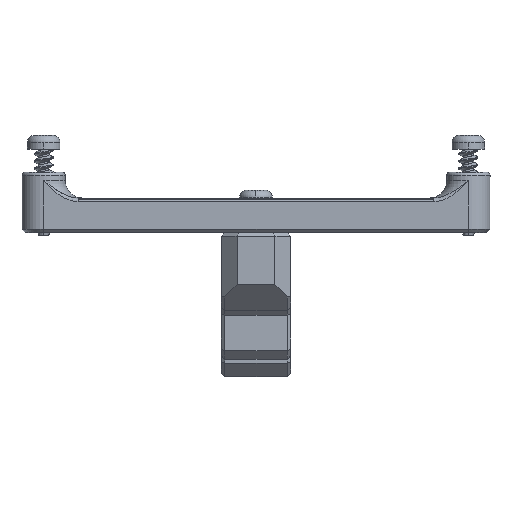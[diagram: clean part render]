
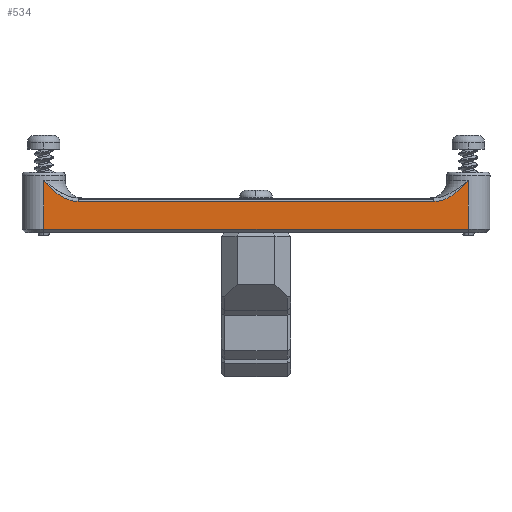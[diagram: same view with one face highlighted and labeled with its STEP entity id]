
A CAD part, left-side view. The second image highlights one B-rep face of the part: STEP entity #534.
In plain terms, the highlighted planar face has unit normal (-1, 0, 0).
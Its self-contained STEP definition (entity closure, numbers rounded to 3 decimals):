
#534 = ADVANCED_FACE ( 'NONE', ( #17465 ), #15765, .T. ) ;
#974 = B_SPLINE_CURVE_WITH_KNOTS ( 'NONE', 3,
 ( #4690, #2828, #1573, #20338, #5049, #9093, #18011, #12579, #22186, #3303, #8860, #6793 ),
 .UNSPECIFIED., .F., .F.,
 ( 4, 1, 1, 1, 1, 1, 1, 2, 4 ),
 ( 0., 0.095, 0.191, 0.286, 0.334, 0.381, 0.429, 0.477, 0.478 ),
 .UNSPECIFIED. ) ;
#975 = CARTESIAN_POINT ( 'NONE',  ( 53.353, -4.111, 26.444 ) ) ;
#1456 = LINE ( 'NONE', #16660, #7558 ) ;
#1573 = CARTESIAN_POINT ( 'NONE',  ( 53.353, -1.425, 30.394 ) ) ;
#1618 = LINE ( 'NONE', #1749, #21385 ) ;
#1749 = CARTESIAN_POINT ( 'NONE',  ( 53.353, 44.702, 30.715 ) ) ;
#2057 = VECTOR ( 'NONE', #4802, 1000. ) ;
#2205 = CARTESIAN_POINT ( 'NONE',  ( 53.353, 44.667, 31.113 ) ) ;
#2479 = ORIENTED_EDGE ( 'NONE', *, *, #8216, .F. ) ;
#2816 = LINE ( 'NONE', #975, #2057 ) ;
#2828 = CARTESIAN_POINT ( 'NONE',  ( 53.353, -0.777, 30.349 ) ) ;
#3133 = VERTEX_POINT ( 'NONE', #15651 ) ;
#3303 = CARTESIAN_POINT ( 'NONE',  ( 53.353, -4.63, 32.417 ) ) ;
#3538 = DIRECTION ( 'NONE',  ( 0., -0.996, -0.087 ) ) ;
#3606 = CARTESIAN_POINT ( 'NONE',  ( 53.353, 44.179, 36.692 ) ) ;
#4690 = CARTESIAN_POINT ( 'NONE',  ( 53.353, -0.46, 30.377 ) ) ;
#4802 = DIRECTION ( 'NONE',  ( 0., -0.087, 0.996 ) ) ;
#4999 = DIRECTION ( 'NONE',  ( 0., -0.996, -0.087 ) ) ;
#5049 = CARTESIAN_POINT ( 'NONE',  ( 53.353, -3.028, 31.11 ) ) ;
#5209 = CARTESIAN_POINT ( 'NONE',  ( 53.353, -4.634, 32.421 ) ) ;
#5437 = VERTEX_POINT ( 'NONE', #5209 ) ;
#5483 = EDGE_CURVE ( 'NONE', #15925, #23311, #1618, .T. ) ;
#5575 = EDGE_CURVE ( 'NONE', #8170, #5437, #2816, .T. ) ;
#5975 = VERTEX_POINT ( 'NONE', #17849 ) ;
#6301 = EDGE_CURVE ( 'NONE', #3133, #5437, #974, .T. ) ;
#6742 = CARTESIAN_POINT ( 'NONE',  ( 53.353, 43.782, 36.185 ) ) ;
#6793 = CARTESIAN_POINT ( 'NONE',  ( 53.353, -4.634, 32.421 ) ) ;
#7558 = VECTOR ( 'NONE', #3538, 1000. ) ;
#8170 = VERTEX_POINT ( 'NONE', #10565 ) ;
#8216 = EDGE_CURVE ( 'NONE', #5975, #3133, #14159, .T. ) ;
#8570 = CARTESIAN_POINT ( 'NONE',  ( 53.353, 44.176, 36.687 ) ) ;
#8860 = CARTESIAN_POINT ( 'NONE',  ( 53.353, -4.632, 32.419 ) ) ;
#9051 = CARTESIAN_POINT ( 'NONE',  ( 53.353, 43.185, 35.432 ) ) ;
#9093 = CARTESIAN_POINT ( 'NONE',  ( 53.353, -3.54, 31.484 ) ) ;
#9256 = EDGE_CURVE ( 'NONE', #23311, #5975, #17911, .T. ) ;
#10183 = CARTESIAN_POINT ( 'NONE',  ( 53.353, 44.702, 30.715 ) ) ;
#10447 = CARTESIAN_POINT ( 'NONE',  ( 53.353, 41.968, 34.395 ) ) ;
#10565 = CARTESIAN_POINT ( 'NONE',  ( 53.353, -4.146, 26.842 ) ) ;
#10687 = CARTESIAN_POINT ( 'NONE',  ( 53.353, 40.424, 33.954 ) ) ;
#11935 = EDGE_LOOP ( 'NONE', ( #23676, #24358, #13313, #19039, #2479, #18390 ) ) ;
#12533 = CARTESIAN_POINT ( 'NONE',  ( 53.353, 41.057, 34.009 ) ) ;
#12579 = CARTESIAN_POINT ( 'NONE',  ( 53.353, -4.273, 32.097 ) ) ;
#12767 = CARTESIAN_POINT ( 'NONE',  ( 53.353, 44.178, 36.69 ) ) ;
#13313 = ORIENTED_EDGE ( 'NONE', *, *, #5575, .T. ) ;
#14159 = LINE ( 'NONE', #19932, #19827 ) ;
#14520 = EDGE_CURVE ( 'NONE', #15925, #8170, #1456, .T. ) ;
#14980 = DIRECTION ( 'NONE',  ( 0., -0.087, 0.996 ) ) ;
#15651 = CARTESIAN_POINT ( 'NONE',  ( 53.353, -0.46, 30.377 ) ) ;
#15765 = PLANE ( 'NONE',  #22744 ) ;
#15925 = VERTEX_POINT ( 'NONE', #2205 ) ;
#16660 = CARTESIAN_POINT ( 'NONE',  ( 53.353, -4.146, 26.842 ) ) ;
#17465 = FACE_OUTER_BOUND ( 'NONE', #11935, .T. ) ;
#17849 = CARTESIAN_POINT ( 'NONE',  ( 53.353, 40.424, 33.954 ) ) ;
#17911 = B_SPLINE_CURVE_WITH_KNOTS ( 'NONE', 3,
 ( #23877, #12767, #8570, #6742, #9051, #10447, #12533, #10687 ),
 .UNSPECIFIED., .F., .F.,
 ( 4, 2, 1, 1, 4 ),
 ( -0.001, 0., 0.191, 0.286, 0.477 ),
 .UNSPECIFIED. ) ;
#18011 = CARTESIAN_POINT ( 'NONE',  ( 53.353, -3.912, 31.784 ) ) ;
#18390 = ORIENTED_EDGE ( 'NONE', *, *, #9256, .F. ) ;
#19039 = ORIENTED_EDGE ( 'NONE', *, *, #6301, .F. ) ;
#19827 = VECTOR ( 'NONE', #4999, 1000. ) ;
#19932 = CARTESIAN_POINT ( 'NONE',  ( 53.353, 32.185, 33.233 ) ) ;
#20338 = CARTESIAN_POINT ( 'NONE',  ( 53.353, -2.333, 30.705 ) ) ;
#21385 = VECTOR ( 'NONE', #14980, 1000. ) ;
#22186 = CARTESIAN_POINT ( 'NONE',  ( 53.353, -4.51, 32.309 ) ) ;
#22744 = AXIS2_PLACEMENT_3D ( 'NONE', #10183, #23378, #23016 ) ;
#23016 = DIRECTION ( 'NONE',  ( 0., 0., 1. ) ) ;
#23311 = VERTEX_POINT ( 'NONE', #3606 ) ;
#23378 = DIRECTION ( 'NONE',  ( -1., 0., 0. ) ) ;
#23676 = ORIENTED_EDGE ( 'NONE', *, *, #5483, .F. ) ;
#23877 = CARTESIAN_POINT ( 'NONE',  ( 53.353, 44.179, 36.692 ) ) ;
#24358 = ORIENTED_EDGE ( 'NONE', *, *, #14520, .T. ) ;
